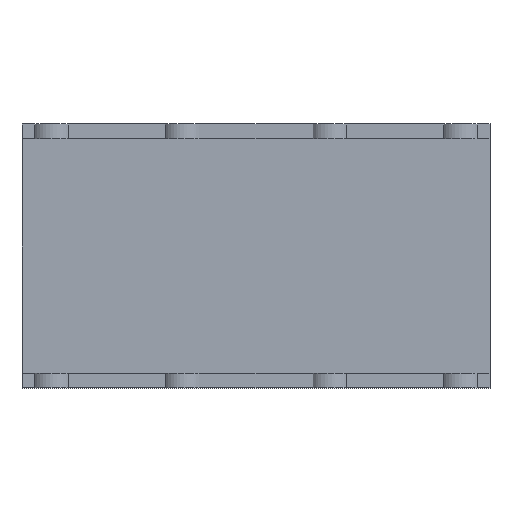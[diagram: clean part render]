
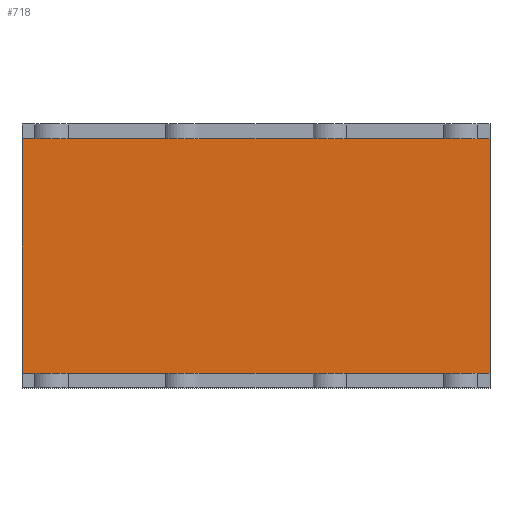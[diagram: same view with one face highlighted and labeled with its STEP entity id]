
A CAD part, top view. The second image highlights one B-rep face of the part: STEP entity #718.
In plain terms, the highlighted planar face has unit normal (0, 0, 1).
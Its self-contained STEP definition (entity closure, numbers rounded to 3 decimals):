
#63 = VERTEX_POINT('',#64);
#64 = CARTESIAN_POINT('',(23.76,-11.9,0.));
#347 = VERTEX_POINT('',#348);
#348 = CARTESIAN_POINT('',(-23.76,-11.9,0.));
#354 = EDGE_CURVE('',#347,#63,#355,.T.);
#355 = LINE('',#356,#357);
#356 = CARTESIAN_POINT('',(-23.76,-11.9,0.));
#357 = VECTOR('',#358,1.);
#358 = DIRECTION('',(1.,0.,0.));
#438 = VERTEX_POINT('',#439);
#439 = CARTESIAN_POINT('',(23.76,11.9,0.));
#445 = EDGE_CURVE('',#63,#438,#446,.T.);
#446 = LINE('',#447,#448);
#447 = CARTESIAN_POINT('',(23.76,-13.4,0.));
#448 = VECTOR('',#449,1.);
#449 = DIRECTION('',(0.,1.,0.));
#718 = ADVANCED_FACE('',(#719),#737,.T.);
#719 = FACE_BOUND('',#720,.T.);
#720 = EDGE_LOOP('',(#721,#729,#730,#731));
#721 = ORIENTED_EDGE('',*,*,#722,.T.);
#722 = EDGE_CURVE('',#723,#347,#725,.T.);
#723 = VERTEX_POINT('',#724);
#724 = CARTESIAN_POINT('',(-23.76,11.9,0.));
#725 = LINE('',#726,#727);
#726 = CARTESIAN_POINT('',(-23.76,13.4,0.));
#727 = VECTOR('',#728,1.);
#728 = DIRECTION('',(0.,-1.,0.));
#729 = ORIENTED_EDGE('',*,*,#354,.T.);
#730 = ORIENTED_EDGE('',*,*,#445,.T.);
#731 = ORIENTED_EDGE('',*,*,#732,.F.);
#732 = EDGE_CURVE('',#723,#438,#733,.T.);
#733 = LINE('',#734,#735);
#734 = CARTESIAN_POINT('',(-23.76,11.9,0.));
#735 = VECTOR('',#736,1.);
#736 = DIRECTION('',(1.,0.,0.));
#737 = PLANE('',#738);
#738 = AXIS2_PLACEMENT_3D('',#739,#740,#741);
#739 = CARTESIAN_POINT('',(0.,0.,0.));
#740 = DIRECTION('',(0.,0.,1.));
#741 = DIRECTION('',(1.,0.,0.));
